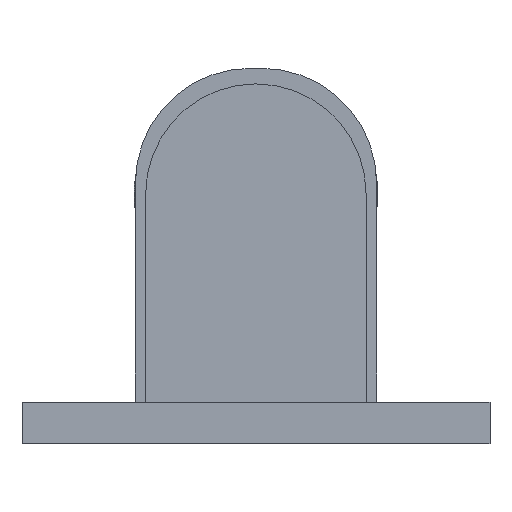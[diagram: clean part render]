
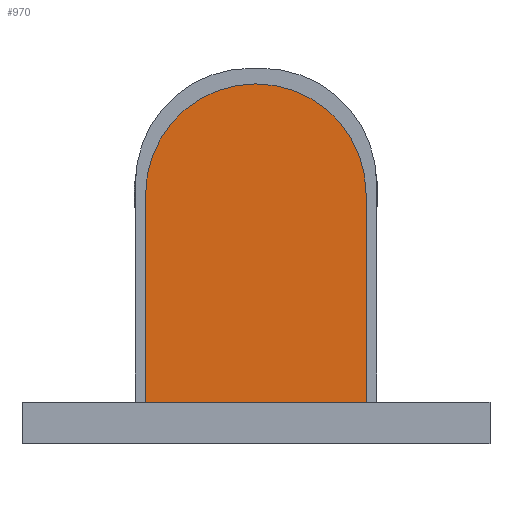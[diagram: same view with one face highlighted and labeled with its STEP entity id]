
A CAD part, front view. The second image highlights one B-rep face of the part: STEP entity #970.
In plain terms, the highlighted planar face has unit normal (0, -1, 0).
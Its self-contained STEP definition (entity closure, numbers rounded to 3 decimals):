
#5 = ORIENTED_EDGE ( 'NONE', *, *, #349, .T. ) ;
#101 = EDGE_CURVE ( 'NONE', #2030, #1678, #1655, .T. ) ;
#140 = DIRECTION ( 'NONE',  ( 0., -1., 0. ) ) ;
#314 = ORIENTED_EDGE ( 'NONE', *, *, #1075, .T. ) ;
#349 = EDGE_CURVE ( 'NONE', #434, #2352, #1029, .T. ) ;
#434 = VERTEX_POINT ( 'NONE', #906 ) ;
#441 = CARTESIAN_POINT ( 'NONE',  ( -21.223, -67.789, 8. ) ) ;
#522 = CARTESIAN_POINT ( 'NONE',  ( -0.023, -67.789, 48. ) ) ;
#526 = EDGE_CURVE ( 'NONE', #2030, #2352, #2229, .T. ) ;
#528 = CARTESIAN_POINT ( 'NONE',  ( -21.223, -67.789, 69.2 ) ) ;
#595 = CIRCLE ( 'NONE', #1047, 21.2 ) ;
#685 = PLANE ( 'NONE',  #687 ) ;
#687 = AXIS2_PLACEMENT_3D ( 'NONE', #528, #2276, #1466 ) ;
#860 = LINE ( 'NONE', #2199, #1491 ) ;
#875 = DIRECTION ( 'NONE',  ( 0., 0., -1. ) ) ;
#906 = CARTESIAN_POINT ( 'NONE',  ( -21.223, -67.789, 8. ) ) ;
#909 = CARTESIAN_POINT ( 'NONE',  ( -0.023, -67.789, 69.2 ) ) ;
#925 = DIRECTION ( 'NONE',  ( 0., 0., 1. ) ) ;
#959 = ORIENTED_EDGE ( 'NONE', *, *, #101, .T. ) ;
#970 = ADVANCED_FACE ( 'NONE', ( #1119 ), #685, .F. ) ;
#1029 = LINE ( 'NONE', #441, #1900 ) ;
#1039 = DIRECTION ( 'NONE',  ( 0., 0., -1. ) ) ;
#1047 = AXIS2_PLACEMENT_3D ( 'NONE', #1454, #140, #925 ) ;
#1072 = CARTESIAN_POINT ( 'NONE',  ( 21.177, -67.789, 48. ) ) ;
#1075 = EDGE_CURVE ( 'NONE', #1678, #1539, #595, .T. ) ;
#1119 = FACE_OUTER_BOUND ( 'NONE', #1969, .T. ) ;
#1143 = DIRECTION ( 'NONE',  ( 0., -1., 0. ) ) ;
#1266 = CARTESIAN_POINT ( 'NONE',  ( 21.177, -67.789, 69.2 ) ) ;
#1379 = VECTOR ( 'NONE', #1039, 1000. ) ;
#1391 = ORIENTED_EDGE ( 'NONE', *, *, #2393, .T. ) ;
#1439 = CARTESIAN_POINT ( 'NONE',  ( 21.177, -67.789, 8. ) ) ;
#1454 = CARTESIAN_POINT ( 'NONE',  ( -0.023, -67.789, 48. ) ) ;
#1466 = DIRECTION ( 'NONE',  ( 0., 0., 1. ) ) ;
#1491 = VECTOR ( 'NONE', #875, 1000. ) ;
#1539 = VERTEX_POINT ( 'NONE', #2015 ) ;
#1610 = DIRECTION ( 'NONE',  ( 1., 0., 0. ) ) ;
#1655 = CIRCLE ( 'NONE', #1736, 21.2 ) ;
#1678 = VERTEX_POINT ( 'NONE', #909 ) ;
#1736 = AXIS2_PLACEMENT_3D ( 'NONE', #522, #1143, #2263 ) ;
#1900 = VECTOR ( 'NONE', #1610, 1000. ) ;
#1939 = ORIENTED_EDGE ( 'NONE', *, *, #526, .F. ) ;
#1969 = EDGE_LOOP ( 'NONE', ( #1939, #959, #314, #1391, #5 ) ) ;
#2015 = CARTESIAN_POINT ( 'NONE',  ( -21.223, -67.789, 48. ) ) ;
#2030 = VERTEX_POINT ( 'NONE', #1072 ) ;
#2199 = CARTESIAN_POINT ( 'NONE',  ( -21.223, -67.789, 69.2 ) ) ;
#2229 = LINE ( 'NONE', #1266, #1379 ) ;
#2263 = DIRECTION ( 'NONE',  ( 0., 0., 1. ) ) ;
#2276 = DIRECTION ( 'NONE',  ( 0., 1., 0. ) ) ;
#2352 = VERTEX_POINT ( 'NONE', #1439 ) ;
#2393 = EDGE_CURVE ( 'NONE', #1539, #434, #860, .T. ) ;
